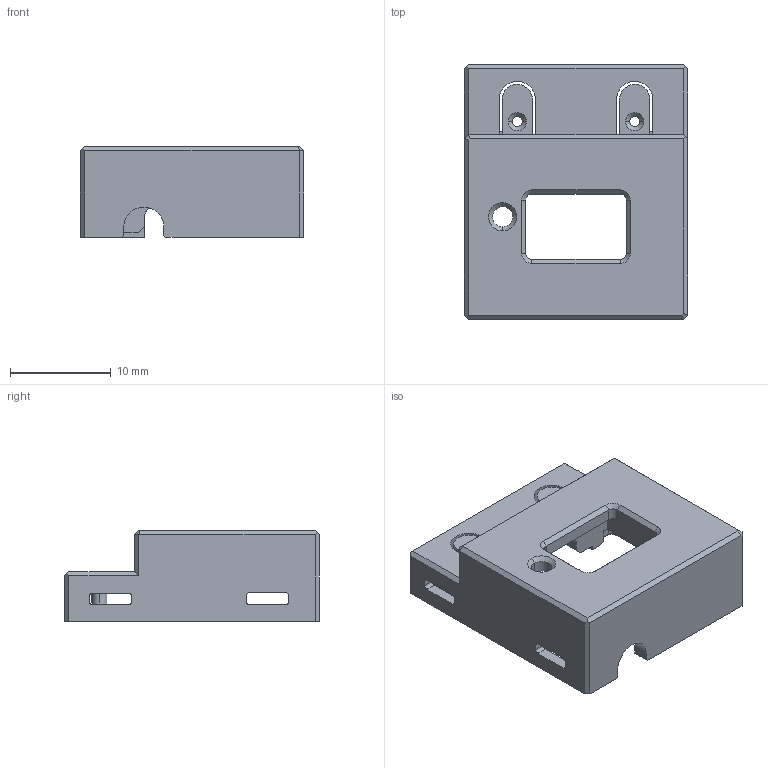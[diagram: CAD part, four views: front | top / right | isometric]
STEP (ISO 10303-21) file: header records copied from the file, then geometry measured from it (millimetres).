
FILE_DESCRIPTION((''),'2;1');
FILE_NAME('XIAO_ESP32S3_SENSE00','2023-05-15T15:11:01',('Lin'),(''),'CREO PARAMETRIC BY PTC INC, 2021164','CREO PARAMETRIC BY PTC INC, 2021164','');
FILE_SCHEMA(('CONFIG_CONTROL_DESIGN','SHAPE_APPEARANCE_LAYERS_GROUPS'));
Length unit declared in the file: millimetre
Products named in the file (1): XIAO_ESP32S3_SENSE00
Bounding box: 22.18 x 25.32 x 9.03 mm (x, y, z)
Volume: 1719 mm3; surface area: 2397.6 mm2
Topology: 1 solids, 1 shells, 277 faces, 744 edges, 459 vertices
Faces by surface type: plane 152, cylinder 69, cone 52, sphere 4
Entity records: 11938 total; most frequent: CARTESIAN_POINT 1646, ORIENTED_EDGE 1488, DIRECTION 1444, PRESENTATION_STYLE_ASSIGNMENT 887, STYLED_ITEM 887, CURVE_STYLE 744, EDGE_CURVE 744, VECTOR 530
